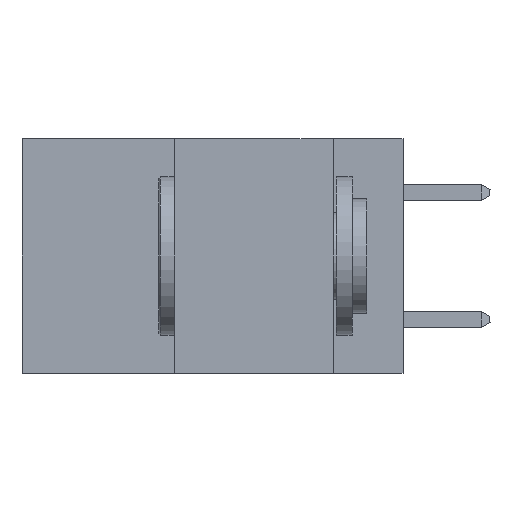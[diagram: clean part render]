
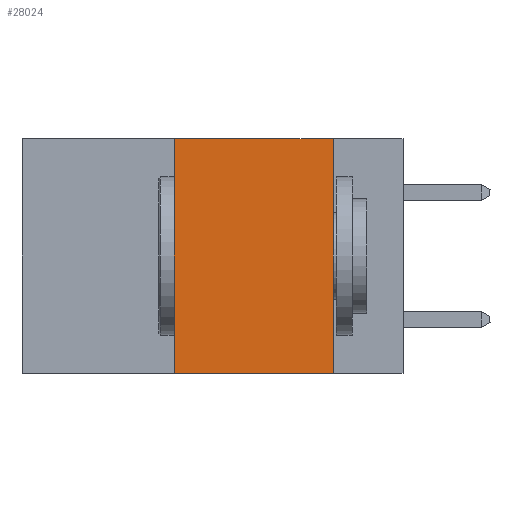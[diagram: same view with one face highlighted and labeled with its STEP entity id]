
A CAD part, left-side view. The second image highlights one B-rep face of the part: STEP entity #28024.
In plain terms, the highlighted planar face has unit normal (-1, 0, 0).
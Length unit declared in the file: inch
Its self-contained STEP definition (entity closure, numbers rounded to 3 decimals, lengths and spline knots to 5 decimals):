
#84 = VERTEX_POINT ( 'NONE', #25997 ) ;
#595 = CARTESIAN_POINT ( 'NONE',  ( 0., 0.11, -0.37 ) ) ;
#866 = VECTOR ( 'NONE', #15701, 39.37008 ) ;
#4127 = CARTESIAN_POINT ( 'NONE',  ( 0., 0.6, 0. ) ) ;
#4560 = FACE_OUTER_BOUND ( 'NONE', #24613, .T. ) ;
#5392 = LINE ( 'NONE', #26912, #26616 ) ;
#6914 = LINE ( 'NONE', #4127, #866 ) ;
#8265 = DIRECTION ( 'NONE',  ( 0., 0., 1. ) ) ;
#8858 = ORIENTED_EDGE ( 'NONE', *, *, #11421, .F. ) ;
#9207 = VERTEX_POINT ( 'NONE', #14065 ) ;
#10558 = EDGE_CURVE ( 'NONE', #9207, #27237, #6914, .T. ) ;
#10675 = CARTESIAN_POINT ( 'NONE',  ( 0., 0.6, 0. ) ) ;
#11421 = EDGE_CURVE ( 'NONE', #84, #9207, #11509, .T. ) ;
#11509 = LINE ( 'NONE', #12769, #22798 ) ;
#11593 = ORIENTED_EDGE ( 'NONE', *, *, #10558, .F. ) ;
#11787 = EDGE_CURVE ( 'NONE', #84, #13152, #5392, .T. ) ;
#11890 = CARTESIAN_POINT ( 'NONE',  ( 0., 0.11, 0. ) ) ;
#11986 = DIRECTION ( 'NONE',  ( 0., 0., -1. ) ) ;
#12015 = AXIS2_PLACEMENT_3D ( 'NONE', #10675, #23827, #12575 ) ;
#12575 = DIRECTION ( 'NONE',  ( 0., 0., -1. ) ) ;
#12769 = CARTESIAN_POINT ( 'NONE',  ( 0., 0.36, 0. ) ) ;
#13152 = VERTEX_POINT ( 'NONE', #595 ) ;
#13943 = LINE ( 'NONE', #11890, #24471 ) ;
#14065 = CARTESIAN_POINT ( 'NONE',  ( 0., 0.36, 0. ) ) ;
#15037 = ORIENTED_EDGE ( 'NONE', *, *, #15615, .F. ) ;
#15615 = EDGE_CURVE ( 'NONE', #27237, #13152, #13943, .T. ) ;
#15701 = DIRECTION ( 'NONE',  ( 0., -1., 0. ) ) ;
#16605 = DIRECTION ( 'NONE',  ( 0., -1., 0. ) ) ;
#19026 = ORIENTED_EDGE ( 'NONE', *, *, #11787, .T. ) ;
#19584 = PLANE ( 'NONE',  #12015 ) ;
#22798 = VECTOR ( 'NONE', #8265, 39.37008 ) ;
#23827 = DIRECTION ( 'NONE',  ( 1., 0., 0. ) ) ;
#24039 = CARTESIAN_POINT ( 'NONE',  ( 0., 0.11, 0. ) ) ;
#24471 = VECTOR ( 'NONE', #11986, 39.37008 ) ;
#24613 = EDGE_LOOP ( 'NONE', ( #15037, #11593, #8858, #19026 ) ) ;
#25997 = CARTESIAN_POINT ( 'NONE',  ( 0., 0.36, -0.37 ) ) ;
#26616 = VECTOR ( 'NONE', #16605, 39.37008 ) ;
#26912 = CARTESIAN_POINT ( 'NONE',  ( 0., 0.6, -0.37 ) ) ;
#27237 = VERTEX_POINT ( 'NONE', #24039 ) ;
#28024 = ADVANCED_FACE ( 'NONE', ( #4560 ), #19584, .F. ) ;
